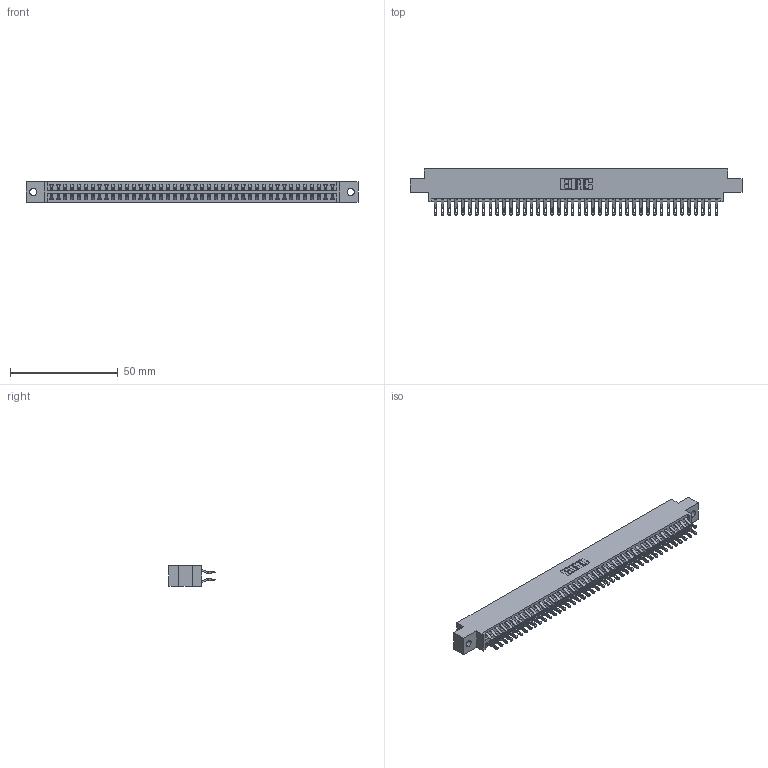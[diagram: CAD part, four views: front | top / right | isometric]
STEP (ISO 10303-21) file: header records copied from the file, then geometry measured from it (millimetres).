
FILE_DESCRIPTION (( 'STEP AP203' ), '1' );
FILE_NAME ('396-084-555-802.STEP', '2018-09-10T01:30:04', ( '' ), ( '' ), 'SwSTEP 2.0', 'SolidWorks 2016', '' );
FILE_SCHEMA (( 'CONFIG_CONTROL_DESIGN' ));
Length unit declared in the file: inch
Products named in the file (3): 345-292-001_555 Tail; 346 Part_0.170 Offset - 0.128 Dia; 396-084-555-802
Assembly tree (85 placements, depth 2):
  396-084-555-802
    346 Part_0.170 Offset - 0.128 Dia
    345-292-001_555 Tail  x84
Bounding box: 153.92 x 21.46 x 9.4 mm (x, y, z)
Volume: 15061.9 mm3; surface area: 21482.4 mm2
Topology: 85 solids, 85 shells, 4998 faces, 15713 edges, 10474 vertices
Faces by surface type: plane 2852, cylinder 2146
Entity records: 27871 total; most frequent: CARTESIAN_POINT 4630, ORIENTED_EDGE 4534, DIRECTION 4099, EDGE_CURVE 2267, LINE 1947, VECTOR 1947, VERTEX_POINT 1510, AXIS2_PLACEMENT_3D 1076
